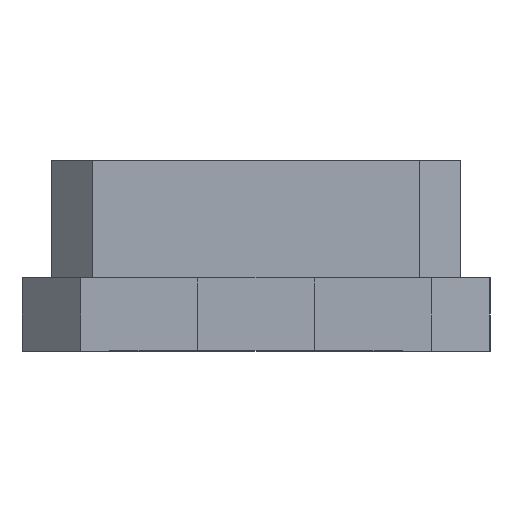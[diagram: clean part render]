
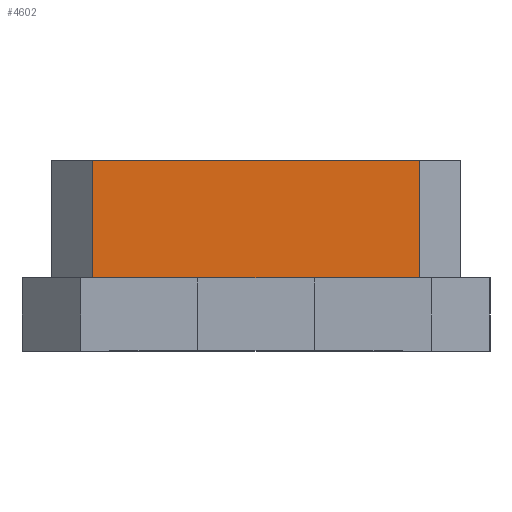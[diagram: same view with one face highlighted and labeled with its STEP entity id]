
A CAD part, left-side view. The second image highlights one B-rep face of the part: STEP entity #4602.
In plain terms, the highlighted planar face has unit normal (-1, 0, 0).
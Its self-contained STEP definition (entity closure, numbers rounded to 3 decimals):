
#100 = CARTESIAN_POINT ( 'NONE',  ( -2.3, 1.117, 0.5 ) ) ;
#128 = VERTEX_POINT ( 'NONE', #3962 ) ;
#222 = ORIENTED_EDGE ( 'NONE', *, *, #3961, .F. ) ;
#562 = DIRECTION ( 'NONE',  ( 0., -1., 0. ) ) ;
#570 = LINE ( 'NONE', #3456, #4804 ) ;
#578 = EDGE_CURVE ( 'NONE', #2358, #128, #741, .T. ) ;
#741 = LINE ( 'NONE', #1821, #3562 ) ;
#756 = ORIENTED_EDGE ( 'NONE', *, *, #964, .T. ) ;
#964 = EDGE_CURVE ( 'NONE', #1095, #2358, #4989, .T. ) ;
#1060 = CARTESIAN_POINT ( 'NONE',  ( -2.3, 1.117, 7.985 ) ) ;
#1095 = VERTEX_POINT ( 'NONE', #2781 ) ;
#1444 = FACE_OUTER_BOUND ( 'NONE', #5022, .T. ) ;
#1821 = CARTESIAN_POINT ( 'NONE',  ( -2.3, 1.117, 0.5 ) ) ;
#1966 = DIRECTION ( 'NONE',  ( 0., 0., -1. ) ) ;
#2087 = DIRECTION ( 'NONE',  ( 0., 1., 0. ) ) ;
#2227 = DIRECTION ( 'NONE',  ( 0., -1., 0. ) ) ;
#2284 = DIRECTION ( 'NONE',  ( 0., 0., -1. ) ) ;
#2358 = VERTEX_POINT ( 'NONE', #100 ) ;
#2369 = CARTESIAN_POINT ( 'NONE',  ( -2.3, -1.117, 1.3 ) ) ;
#2424 = ORIENTED_EDGE ( 'NONE', *, *, #3789, .F. ) ;
#2770 = VECTOR ( 'NONE', #2284, 1000. ) ;
#2781 = CARTESIAN_POINT ( 'NONE',  ( -2.3, 1.117, 1.3 ) ) ;
#2790 = VECTOR ( 'NONE', #1966, 1000. ) ;
#3456 = CARTESIAN_POINT ( 'NONE',  ( -2.3, 1.117, 1.3 ) ) ;
#3527 = VERTEX_POINT ( 'NONE', #2369 ) ;
#3562 = VECTOR ( 'NONE', #2227, 1000. ) ;
#3626 = PLANE ( 'NONE',  #5010 ) ;
#3689 = DIRECTION ( 'NONE',  ( 1., 0., 0. ) ) ;
#3789 = EDGE_CURVE ( 'NONE', #1095, #3527, #570, .T. ) ;
#3906 = CARTESIAN_POINT ( 'NONE',  ( -2.3, -1.117, 7.985 ) ) ;
#3961 = EDGE_CURVE ( 'NONE', #3527, #128, #5002, .T. ) ;
#3962 = CARTESIAN_POINT ( 'NONE',  ( -2.3, -1.117, 0.5 ) ) ;
#4345 = ORIENTED_EDGE ( 'NONE', *, *, #578, .T. ) ;
#4602 = ADVANCED_FACE ( 'NONE', ( #1444 ), #3626, .F. ) ;
#4804 = VECTOR ( 'NONE', #562, 1000. ) ;
#4952 = CARTESIAN_POINT ( 'NONE',  ( -2.3, 1.117, 7.985 ) ) ;
#4989 = LINE ( 'NONE', #1060, #2770 ) ;
#5002 = LINE ( 'NONE', #3906, #2790 ) ;
#5010 = AXIS2_PLACEMENT_3D ( 'NONE', #4952, #3689, #2087 ) ;
#5022 = EDGE_LOOP ( 'NONE', ( #2424, #756, #4345, #222 ) ) ;
